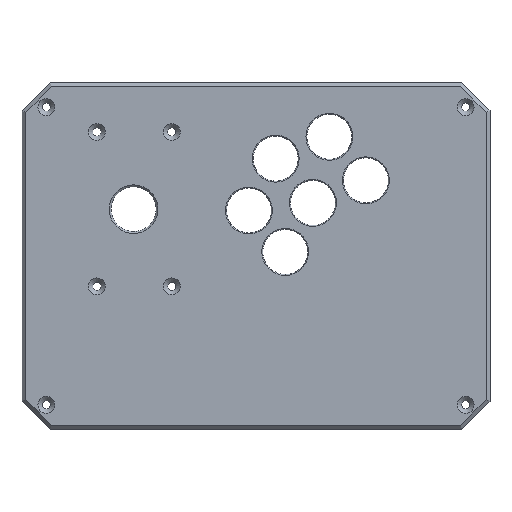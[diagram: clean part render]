
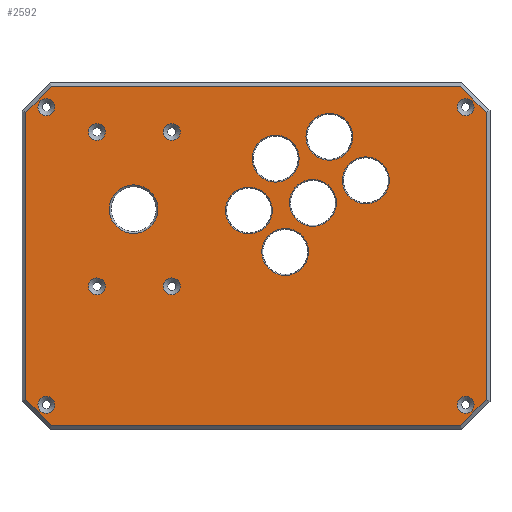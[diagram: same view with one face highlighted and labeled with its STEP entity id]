
A CAD part, top view. The second image highlights one B-rep face of the part: STEP entity #2592.
In plain terms, the highlighted planar face has unit normal (0, 0, 1).
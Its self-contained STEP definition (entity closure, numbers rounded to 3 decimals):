
#88=FACE_BOUND('',#755,.T.);
#89=FACE_BOUND('',#756,.T.);
#90=FACE_BOUND('',#757,.T.);
#91=FACE_BOUND('',#758,.T.);
#92=FACE_BOUND('',#759,.T.);
#93=FACE_BOUND('',#760,.T.);
#94=FACE_BOUND('',#761,.T.);
#95=FACE_BOUND('',#762,.T.);
#96=FACE_BOUND('',#763,.T.);
#97=FACE_BOUND('',#764,.T.);
#98=FACE_BOUND('',#765,.T.);
#99=FACE_BOUND('',#766,.T.);
#100=FACE_BOUND('',#767,.T.);
#101=FACE_BOUND('',#768,.T.);
#102=FACE_BOUND('',#769,.T.);
#177=LINE('',#4171,#366);
#178=LINE('',#4173,#367);
#179=LINE('',#4175,#368);
#180=LINE('',#4177,#369);
#181=LINE('',#4179,#370);
#182=LINE('',#4181,#371);
#183=LINE('',#4183,#372);
#184=LINE('',#4184,#373);
#366=VECTOR('',#3255,10.);
#367=VECTOR('',#3256,10.);
#368=VECTOR('',#3257,10.);
#369=VECTOR('',#3258,10.);
#370=VECTOR('',#3259,10.);
#371=VECTOR('',#3260,10.);
#372=VECTOR('',#3261,10.);
#373=VECTOR('',#3262,10.);
#510=PLANE('',#2797);
#582=FACE_OUTER_BOUND('',#754,.T.);
#754=EDGE_LOOP('',(#1920,#1921,#1922,#1923,#1924,#1925,#1926,#1927));
#755=EDGE_LOOP('',(#1928));
#756=EDGE_LOOP('',(#1929));
#757=EDGE_LOOP('',(#1930));
#758=EDGE_LOOP('',(#1931));
#759=EDGE_LOOP('',(#1932));
#760=EDGE_LOOP('',(#1933));
#761=EDGE_LOOP('',(#1934));
#762=EDGE_LOOP('',(#1935));
#763=EDGE_LOOP('',(#1936));
#764=EDGE_LOOP('',(#1937));
#765=EDGE_LOOP('',(#1938));
#766=EDGE_LOOP('',(#1939));
#767=EDGE_LOOP('',(#1940));
#768=EDGE_LOOP('',(#1941));
#769=EDGE_LOOP('',(#1942));
#959=CIRCLE('',#2792,12.525);
#963=CIRCLE('',#2798,12.525);
#964=CIRCLE('',#2799,12.525);
#965=CIRCLE('',#2800,12.525);
#966=CIRCLE('',#2801,4.5);
#967=CIRCLE('',#2802,4.5);
#968=CIRCLE('',#2803,4.5);
#969=CIRCLE('',#2804,4.5);
#970=CIRCLE('',#2805,4.5);
#971=CIRCLE('',#2806,4.5);
#972=CIRCLE('',#2807,4.5);
#973=CIRCLE('',#2808,4.5);
#974=CIRCLE('',#2809,13.);
#975=CIRCLE('',#2810,12.525);
#976=CIRCLE('',#2811,12.525);
#1189=VERTEX_POINT('',#4157);
#1193=VERTEX_POINT('',#4169);
#1194=VERTEX_POINT('',#4170);
#1195=VERTEX_POINT('',#4172);
#1196=VERTEX_POINT('',#4174);
#1197=VERTEX_POINT('',#4176);
#1198=VERTEX_POINT('',#4178);
#1199=VERTEX_POINT('',#4180);
#1200=VERTEX_POINT('',#4182);
#1201=VERTEX_POINT('',#4185);
#1202=VERTEX_POINT('',#4187);
#1203=VERTEX_POINT('',#4189);
#1204=VERTEX_POINT('',#4191);
#1205=VERTEX_POINT('',#4193);
#1206=VERTEX_POINT('',#4195);
#1207=VERTEX_POINT('',#4197);
#1208=VERTEX_POINT('',#4199);
#1209=VERTEX_POINT('',#4201);
#1210=VERTEX_POINT('',#4203);
#1211=VERTEX_POINT('',#4205);
#1212=VERTEX_POINT('',#4207);
#1213=VERTEX_POINT('',#4209);
#1214=VERTEX_POINT('',#4211);
#1455=EDGE_CURVE('',#1189,#1189,#959,.T.);
#1461=EDGE_CURVE('',#1193,#1194,#177,.T.);
#1462=EDGE_CURVE('',#1195,#1193,#178,.T.);
#1463=EDGE_CURVE('',#1196,#1195,#179,.T.);
#1464=EDGE_CURVE('',#1197,#1196,#180,.T.);
#1465=EDGE_CURVE('',#1198,#1197,#181,.T.);
#1466=EDGE_CURVE('',#1199,#1198,#182,.T.);
#1467=EDGE_CURVE('',#1200,#1199,#183,.T.);
#1468=EDGE_CURVE('',#1194,#1200,#184,.T.);
#1469=EDGE_CURVE('',#1201,#1201,#963,.T.);
#1470=EDGE_CURVE('',#1202,#1202,#964,.T.);
#1471=EDGE_CURVE('',#1203,#1203,#965,.T.);
#1472=EDGE_CURVE('',#1204,#1204,#966,.T.);
#1473=EDGE_CURVE('',#1205,#1205,#967,.T.);
#1474=EDGE_CURVE('',#1206,#1206,#968,.T.);
#1475=EDGE_CURVE('',#1207,#1207,#969,.T.);
#1476=EDGE_CURVE('',#1208,#1208,#970,.T.);
#1477=EDGE_CURVE('',#1209,#1209,#971,.T.);
#1478=EDGE_CURVE('',#1210,#1210,#972,.T.);
#1479=EDGE_CURVE('',#1211,#1211,#973,.T.);
#1480=EDGE_CURVE('',#1212,#1212,#974,.T.);
#1481=EDGE_CURVE('',#1213,#1213,#975,.T.);
#1482=EDGE_CURVE('',#1214,#1214,#976,.T.);
#1920=ORIENTED_EDGE('',*,*,#1461,.F.);
#1921=ORIENTED_EDGE('',*,*,#1462,.F.);
#1922=ORIENTED_EDGE('',*,*,#1463,.F.);
#1923=ORIENTED_EDGE('',*,*,#1464,.F.);
#1924=ORIENTED_EDGE('',*,*,#1465,.F.);
#1925=ORIENTED_EDGE('',*,*,#1466,.F.);
#1926=ORIENTED_EDGE('',*,*,#1467,.F.);
#1927=ORIENTED_EDGE('',*,*,#1468,.F.);
#1928=ORIENTED_EDGE('',*,*,#1469,.F.);
#1929=ORIENTED_EDGE('',*,*,#1470,.F.);
#1930=ORIENTED_EDGE('',*,*,#1471,.F.);
#1931=ORIENTED_EDGE('',*,*,#1472,.F.);
#1932=ORIENTED_EDGE('',*,*,#1473,.F.);
#1933=ORIENTED_EDGE('',*,*,#1474,.F.);
#1934=ORIENTED_EDGE('',*,*,#1475,.F.);
#1935=ORIENTED_EDGE('',*,*,#1476,.F.);
#1936=ORIENTED_EDGE('',*,*,#1477,.F.);
#1937=ORIENTED_EDGE('',*,*,#1478,.F.);
#1938=ORIENTED_EDGE('',*,*,#1479,.F.);
#1939=ORIENTED_EDGE('',*,*,#1480,.F.);
#1940=ORIENTED_EDGE('',*,*,#1481,.F.);
#1941=ORIENTED_EDGE('',*,*,#1482,.F.);
#1942=ORIENTED_EDGE('',*,*,#1455,.F.);
#2592=ADVANCED_FACE('',(#582,#88,#89,#90,#91,#92,#93,#94,#95,#96,#97,#98,
#99,#100,#101,#102),#510,.T.);
#2792=AXIS2_PLACEMENT_3D('',#4158,#3241,#3242);
#2797=AXIS2_PLACEMENT_3D('',#4168,#3253,#3254);
#2798=AXIS2_PLACEMENT_3D('',#4186,#3263,#3264);
#2799=AXIS2_PLACEMENT_3D('',#4188,#3265,#3266);
#2800=AXIS2_PLACEMENT_3D('',#4190,#3267,#3268);
#2801=AXIS2_PLACEMENT_3D('',#4192,#3269,#3270);
#2802=AXIS2_PLACEMENT_3D('',#4194,#3271,#3272);
#2803=AXIS2_PLACEMENT_3D('',#4196,#3273,#3274);
#2804=AXIS2_PLACEMENT_3D('',#4198,#3275,#3276);
#2805=AXIS2_PLACEMENT_3D('',#4200,#3277,#3278);
#2806=AXIS2_PLACEMENT_3D('',#4202,#3279,#3280);
#2807=AXIS2_PLACEMENT_3D('',#4204,#3281,#3282);
#2808=AXIS2_PLACEMENT_3D('',#4206,#3283,#3284);
#2809=AXIS2_PLACEMENT_3D('',#4208,#3285,#3286);
#2810=AXIS2_PLACEMENT_3D('',#4210,#3287,#3288);
#2811=AXIS2_PLACEMENT_3D('',#4212,#3289,#3290);
#3241=DIRECTION('center_axis',(0.,0.,1.));
#3242=DIRECTION('ref_axis',(-1.,0.,0.));
#3253=DIRECTION('center_axis',(0.,0.,1.));
#3254=DIRECTION('ref_axis',(1.,0.,0.));
#3255=DIRECTION('',(0.,-1.,0.));
#3256=DIRECTION('',(0.707,-0.707,0.));
#3257=DIRECTION('',(1.,0.,0.));
#3258=DIRECTION('',(0.707,0.707,0.));
#3259=DIRECTION('',(0.,1.,0.));
#3260=DIRECTION('',(-0.707,0.707,0.));
#3261=DIRECTION('',(-1.,0.,0.));
#3262=DIRECTION('',(-0.707,-0.707,0.));
#3263=DIRECTION('center_axis',(0.,0.,1.));
#3264=DIRECTION('ref_axis',(-1.,0.,0.));
#3265=DIRECTION('center_axis',(0.,0.,1.));
#3266=DIRECTION('ref_axis',(-1.,0.,0.));
#3267=DIRECTION('center_axis',(0.,0.,1.));
#3268=DIRECTION('ref_axis',(-1.,0.,0.));
#3269=DIRECTION('center_axis',(0.,0.,1.));
#3270=DIRECTION('ref_axis',(1.,0.,0.));
#3271=DIRECTION('center_axis',(0.,0.,1.));
#3272=DIRECTION('ref_axis',(1.,0.,0.));
#3273=DIRECTION('center_axis',(0.,0.,1.));
#3274=DIRECTION('ref_axis',(-1.,0.,0.));
#3275=DIRECTION('center_axis',(0.,0.,1.));
#3276=DIRECTION('ref_axis',(-1.,0.,0.));
#3277=DIRECTION('center_axis',(0.,0.,1.));
#3278=DIRECTION('ref_axis',(-1.,0.,0.));
#3279=DIRECTION('center_axis',(0.,0.,1.));
#3280=DIRECTION('ref_axis',(-1.,0.,0.));
#3281=DIRECTION('center_axis',(0.,0.,1.));
#3282=DIRECTION('ref_axis',(1.,0.,0.));
#3283=DIRECTION('center_axis',(0.,0.,1.));
#3284=DIRECTION('ref_axis',(1.,0.,0.));
#3285=DIRECTION('center_axis',(0.,0.,1.));
#3286=DIRECTION('ref_axis',(-1.,0.,0.));
#3287=DIRECTION('center_axis',(0.,0.,1.));
#3288=DIRECTION('ref_axis',(-1.,0.,0.));
#3289=DIRECTION('center_axis',(0.,0.,1.));
#3290=DIRECTION('ref_axis',(-1.,0.,0.));
#4157=CARTESIAN_POINT('',(51.725,63.7,45.));
#4158=CARTESIAN_POINT('Origin',(39.2,63.7,45.));
#4168=CARTESIAN_POINT('Origin',(0.,0.,45.));
#4169=CARTESIAN_POINT('',(123.,76.672,45.));
#4170=CARTESIAN_POINT('',(123.,-76.672,45.));
#4171=CARTESIAN_POINT('',(123.,-46.25,45.));
#4172=CARTESIAN_POINT('',(109.172,90.5,45.));
#4173=CARTESIAN_POINT('',(107.961,91.711,45.));
#4174=CARTESIAN_POINT('',(-109.172,90.5,45.));
#4175=CARTESIAN_POINT('',(62.5,90.5,45.));
#4176=CARTESIAN_POINT('',(-123.,76.672,45.));
#4177=CARTESIAN_POINT('',(-107.961,91.711,45.));
#4178=CARTESIAN_POINT('',(-123.,-76.672,45.));
#4179=CARTESIAN_POINT('',(-123.,46.25,45.));
#4180=CARTESIAN_POINT('',(-109.172,-90.5,45.));
#4181=CARTESIAN_POINT('',(-107.961,-91.711,45.));
#4182=CARTESIAN_POINT('',(109.172,-90.5,45.));
#4183=CARTESIAN_POINT('',(-62.5,-90.5,45.));
#4184=CARTESIAN_POINT('',(107.961,-91.711,45.));
#4185=CARTESIAN_POINT('',(23.025,52.,45.));
#4186=CARTESIAN_POINT('Origin',(10.5,52.,45.));
#4187=CARTESIAN_POINT('',(8.725,24.3,45.));
#4188=CARTESIAN_POINT('Origin',(-3.8,24.3,45.));
#4189=CARTESIAN_POINT('',(42.941,28.359,45.));
#4190=CARTESIAN_POINT('Origin',(30.416,28.359,45.));
#4191=CARTESIAN_POINT('',(-89.5,66.25,45.));
#4192=CARTESIAN_POINT('Origin',(-85.,66.25,45.));
#4193=CARTESIAN_POINT('',(-49.5,-16.25,45.));
#4194=CARTESIAN_POINT('Origin',(-45.,-16.25,45.));
#4195=CARTESIAN_POINT('',(116.5,-79.5,45.));
#4196=CARTESIAN_POINT('Origin',(112.,-79.5,45.));
#4197=CARTESIAN_POINT('',(-107.5,79.5,45.));
#4198=CARTESIAN_POINT('Origin',(-112.,79.5,45.));
#4199=CARTESIAN_POINT('',(-107.5,-79.5,45.));
#4200=CARTESIAN_POINT('Origin',(-112.,-79.5,45.));
#4201=CARTESIAN_POINT('',(116.5,79.5,45.));
#4202=CARTESIAN_POINT('Origin',(112.,79.5,45.));
#4203=CARTESIAN_POINT('',(-49.5,66.25,45.));
#4204=CARTESIAN_POINT('Origin',(-45.,66.25,45.));
#4205=CARTESIAN_POINT('',(-89.5,-16.25,45.));
#4206=CARTESIAN_POINT('Origin',(-85.,-16.25,45.));
#4207=CARTESIAN_POINT('',(-52.353,25.,45.));
#4208=CARTESIAN_POINT('Origin',(-65.353,25.,45.));
#4209=CARTESIAN_POINT('',(28.138,2.171,45.));
#4210=CARTESIAN_POINT('Origin',(15.613,2.171,45.));
#4211=CARTESIAN_POINT('',(71.208,40.427,45.));
#4212=CARTESIAN_POINT('Origin',(58.683,40.427,45.));
